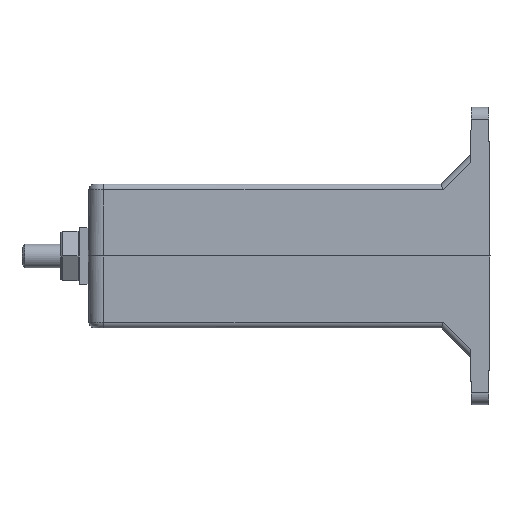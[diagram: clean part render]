
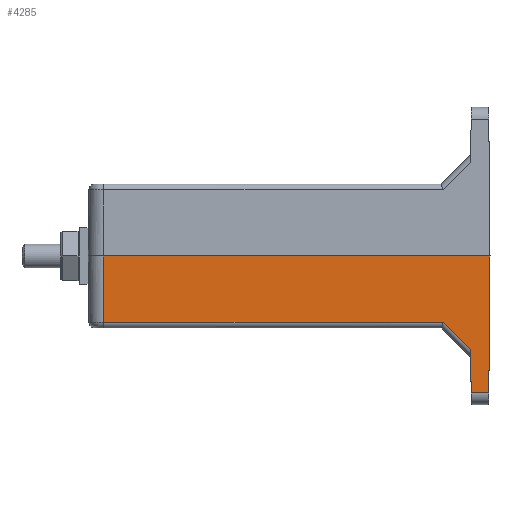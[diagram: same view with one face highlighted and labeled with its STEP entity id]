
A CAD part, left-side view. The second image highlights one B-rep face of the part: STEP entity #4285.
In plain terms, the highlighted planar face has unit normal (-1, 0, -0.009).
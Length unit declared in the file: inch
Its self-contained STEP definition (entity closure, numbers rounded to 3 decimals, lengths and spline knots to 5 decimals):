
#44 = VECTOR ( 'NONE', #5125, 39.37008 ) ;
#290 = CARTESIAN_POINT ( 'NONE',  ( -1.19281, 0., -1.97195 ) ) ;
#570 = VECTOR ( 'NONE', #3121, 39.37008 ) ;
#646 = DIRECTION ( 'NONE',  ( 0., -1., 0. ) ) ;
#691 = LINE ( 'NONE', #7082, #5323 ) ;
#813 = ORIENTED_EDGE ( 'NONE', *, *, #869, .T. ) ;
#837 = EDGE_CURVE ( 'NONE', #3972, #4999, #1005, .T. ) ;
#838 = VERTEX_POINT ( 'NONE', #3503 ) ;
#869 = EDGE_CURVE ( 'NONE', #4999, #4027, #920, .T. ) ;
#920 = LINE ( 'NONE', #290, #2530 ) ;
#1005 = LINE ( 'NONE', #5354, #3569 ) ;
#1316 = DIRECTION ( 'NONE',  ( -0.009, 0.009, 1. ) ) ;
#1635 = AXIS2_PLACEMENT_3D ( 'NONE', #1799, #4312, #1837 ) ;
#1687 = EDGE_CURVE ( 'NONE', #4027, #838, #3731, .T. ) ;
#1795 = EDGE_CURVE ( 'NONE', #6633, #3972, #5747, .T. ) ;
#1799 = CARTESIAN_POINT ( 'NONE',  ( -1.20079, 0., -1.05787 ) ) ;
#1837 = DIRECTION ( 'NONE',  ( -0.009, 0., 1. ) ) ;
#1993 = ORIENTED_EDGE ( 'NONE', *, *, #1687, .T. ) ;
#2086 = LINE ( 'NONE', #7739, #5331 ) ;
#2213 = ORIENTED_EDGE ( 'NONE', *, *, #837, .T. ) ;
#2403 = ORIENTED_EDGE ( 'NONE', *, *, #2465, .T. ) ;
#2465 = EDGE_CURVE ( 'NONE', #3712, #6633, #3768, .T. ) ;
#2495 = PLANE ( 'NONE',  #1635 ) ;
#2530 = VECTOR ( 'NONE', #2802, 39.37008 ) ;
#2802 = DIRECTION ( 'NONE',  ( 0., -1., 0. ) ) ;
#2884 = CARTESIAN_POINT ( 'NONE',  ( -1.19281, -1.21386, -1.97195 ) ) ;
#3071 = FACE_OUTER_BOUND ( 'NONE', #6646, .T. ) ;
#3121 = DIRECTION ( 'NONE',  ( -0.009, -0.009, 1. ) ) ;
#3503 = CARTESIAN_POINT ( 'NONE',  ( -1.20079, -1.34, -1.05787 ) ) ;
#3569 = VECTOR ( 'NONE', #5233, 39.37008 ) ;
#3712 = VERTEX_POINT ( 'NONE', #3798 ) ;
#3731 = LINE ( 'NONE', #4351, #570 ) ;
#3768 = LINE ( 'NONE', #4432, #4654 ) ;
#3798 = CARTESIAN_POINT ( 'NONE',  ( -1.19694, 1.23773, -1.49916 ) ) ;
#3933 = DIRECTION ( 'NONE',  ( 0., 1., 0. ) ) ;
#3972 = VERTEX_POINT ( 'NONE', #6166 ) ;
#4017 = ORIENTED_EDGE ( 'NONE', *, *, #5868, .T. ) ;
#4027 = VERTEX_POINT ( 'NONE', #6817 ) ;
#4285 = ADVANCED_FACE ( 'NONE', ( #3071 ), #2495, .T. ) ;
#4312 = DIRECTION ( 'NONE',  ( -1., 0., -0.009 ) ) ;
#4351 = CARTESIAN_POINT ( 'NONE',  ( -1.19281, -1.33202, -1.97195 ) ) ;
#4432 = CARTESIAN_POINT ( 'NONE',  ( -1.19694, 0., -1.49916 ) ) ;
#4631 = CARTESIAN_POINT ( 'NONE',  ( -1.19694, -1.02954, -1.49916 ) ) ;
#4654 = VECTOR ( 'NONE', #646, 39.37008 ) ;
#4911 = CARTESIAN_POINT ( 'NONE',  ( -1.20079, 1.24158, -1.05787 ) ) ;
#4999 = VERTEX_POINT ( 'NONE', #2884 ) ;
#5125 = DIRECTION ( 'NONE',  ( 0.006, -0.707, -0.707 ) ) ;
#5233 = DIRECTION ( 'NONE',  ( 0.009, -0.009, -1. ) ) ;
#5323 = VECTOR ( 'NONE', #3933, 39.37008 ) ;
#5331 = VECTOR ( 'NONE', #1316, 39.37008 ) ;
#5354 = CARTESIAN_POINT ( 'NONE',  ( -1.19535, -1.21132, -1.68095 ) ) ;
#5378 = ORIENTED_EDGE ( 'NONE', *, *, #6572, .F. ) ;
#5747 = LINE ( 'NONE', #4631, #44 ) ;
#5868 = EDGE_CURVE ( 'NONE', #838, #7749, #691, .T. ) ;
#6166 = CARTESIAN_POINT ( 'NONE',  ( -1.19535, -1.21132, -1.68095 ) ) ;
#6388 = ORIENTED_EDGE ( 'NONE', *, *, #1795, .T. ) ;
#6429 = CARTESIAN_POINT ( 'NONE',  ( -1.19694, -1.02954, -1.49916 ) ) ;
#6572 = EDGE_CURVE ( 'NONE', #3712, #7749, #2086, .T. ) ;
#6633 = VERTEX_POINT ( 'NONE', #6429 ) ;
#6646 = EDGE_LOOP ( 'NONE', ( #5378, #2403, #6388, #2213, #813, #1993, #4017 ) ) ;
#6817 = CARTESIAN_POINT ( 'NONE',  ( -1.19281, -1.33202, -1.97195 ) ) ;
#7082 = CARTESIAN_POINT ( 'NONE',  ( -1.20079, 0., -1.05787 ) ) ;
#7739 = CARTESIAN_POINT ( 'NONE',  ( -1.20069, 1.24148, -1.06871 ) ) ;
#7749 = VERTEX_POINT ( 'NONE', #4911 ) ;
